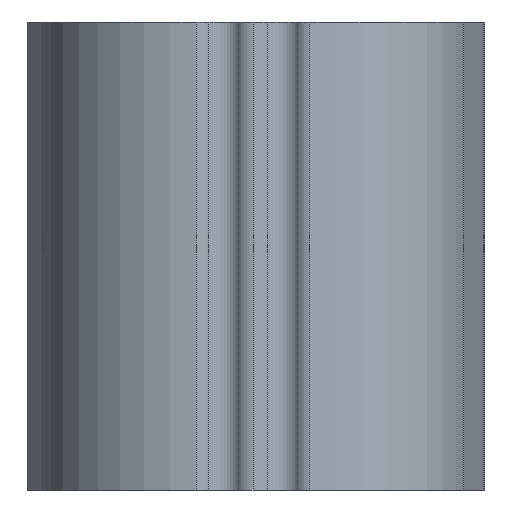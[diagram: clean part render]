
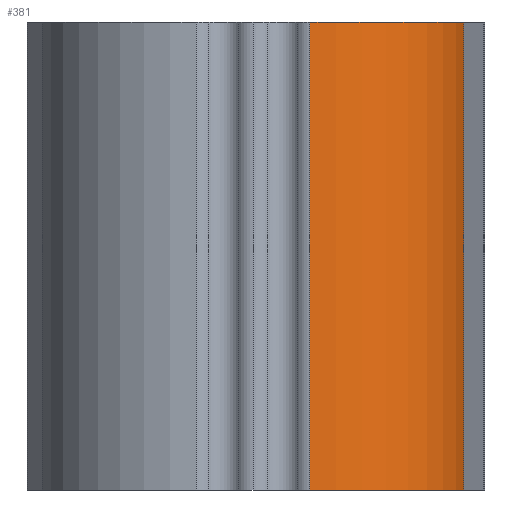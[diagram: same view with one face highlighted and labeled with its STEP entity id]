
A CAD part, left-side view. The second image highlights one B-rep face of the part: STEP entity #381.
In plain terms, the highlighted cylindrical face has radius 3.513 mm (diameter 7.027 mm), a partial arc.
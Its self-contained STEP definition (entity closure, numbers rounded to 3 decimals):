
#47 = VERTEX_POINT ( 'NONE', #1719 ) ;
#49 = VERTEX_POINT ( 'NONE', #1720 ) ;
#136 = DIRECTION ( 'NONE',  ( 1., 0., 0. ) ) ;
#137 = DIRECTION ( 'NONE',  ( 0., 0., 1. ) ) ;
#138 = CARTESIAN_POINT ( 'NONE',  ( -1.587, -3.084, -19.284 ) ) ;
#278 = CARTESIAN_POINT ( 'NONE',  ( -5.098, -3.213, 0. ) ) ;
#284 = DIRECTION ( 'NONE',  ( 0., 0., -1. ) ) ;
#285 = CARTESIAN_POINT ( 'NONE',  ( -2.394, -6.503, -19.284 ) ) ;
#288 = DIRECTION ( 'NONE',  ( 0., 0., 1. ) ) ;
#381 = ADVANCED_FACE ( 'NONE', ( #1513 ), #1516, .T. ) ;
#455 = CIRCLE ( 'NONE', #843, 3.513 ) ;
#528 = CARTESIAN_POINT ( 'NONE',  ( -1.587, -3.084, -5. ) ) ;
#530 = DIRECTION ( 'NONE',  ( 0., 0., -1. ) ) ;
#531 = DIRECTION ( 'NONE',  ( 1., 0., 0. ) ) ;
#663 = CARTESIAN_POINT ( 'NONE',  ( -1.587, -3.084, 5. ) ) ;
#672 = DIRECTION ( 'NONE',  ( 0., 0., 1. ) ) ;
#673 = DIRECTION ( 'NONE',  ( 1., 0., 0. ) ) ;
#773 = CARTESIAN_POINT ( 'NONE',  ( -2.394, -6.503, -5. ) ) ;
#794 = CARTESIAN_POINT ( 'NONE',  ( -2.394, -6.503, 5. ) ) ;
#809 = AXIS2_PLACEMENT_3D ( 'NONE', #528, #530, #531 ) ;
#843 = AXIS2_PLACEMENT_3D ( 'NONE', #663, #672, #673 ) ;
#901 = EDGE_CURVE ( 'NONE', #47, #49, #1598, .T. ) ;
#903 = EDGE_CURVE ( 'NONE', #1791, #1812, #1596, .T. ) ;
#949 = EDGE_CURVE ( 'NONE', #1791, #49, #1691, .T. ) ;
#1003 = EDGE_CURVE ( 'NONE', #47, #1812, #455, .T. ) ;
#1063 = AXIS2_PLACEMENT_3D ( 'NONE', #138, #137, #136 ) ;
#1125 = EDGE_LOOP ( 'NONE', ( #1461, #1462, #1463, #1464 ) ) ;
#1461 = ORIENTED_EDGE ( 'NONE', *, *, #1003, .F. ) ;
#1462 = ORIENTED_EDGE ( 'NONE', *, *, #901, .T. ) ;
#1463 = ORIENTED_EDGE ( 'NONE', *, *, #949, .F. ) ;
#1464 = ORIENTED_EDGE ( 'NONE', *, *, #903, .T. ) ;
#1513 = FACE_OUTER_BOUND ( 'NONE', #1125, .T. ) ;
#1516 = CYLINDRICAL_SURFACE ( 'NONE', #1063, 3.513 ) ;
#1595 = VECTOR ( 'NONE', #284, 1000. ) ;
#1596 = LINE ( 'NONE', #285, #1602 ) ;
#1598 = LINE ( 'NONE', #278, #1595 ) ;
#1602 = VECTOR ( 'NONE', #288, 1000. ) ;
#1691 = CIRCLE ( 'NONE', #809, 3.513 ) ;
#1719 = CARTESIAN_POINT ( 'NONE',  ( -5.098, -3.213, 5. ) ) ;
#1720 = CARTESIAN_POINT ( 'NONE',  ( -5.098, -3.213, -5. ) ) ;
#1791 = VERTEX_POINT ( 'NONE', #773 ) ;
#1812 = VERTEX_POINT ( 'NONE', #794 ) ;
